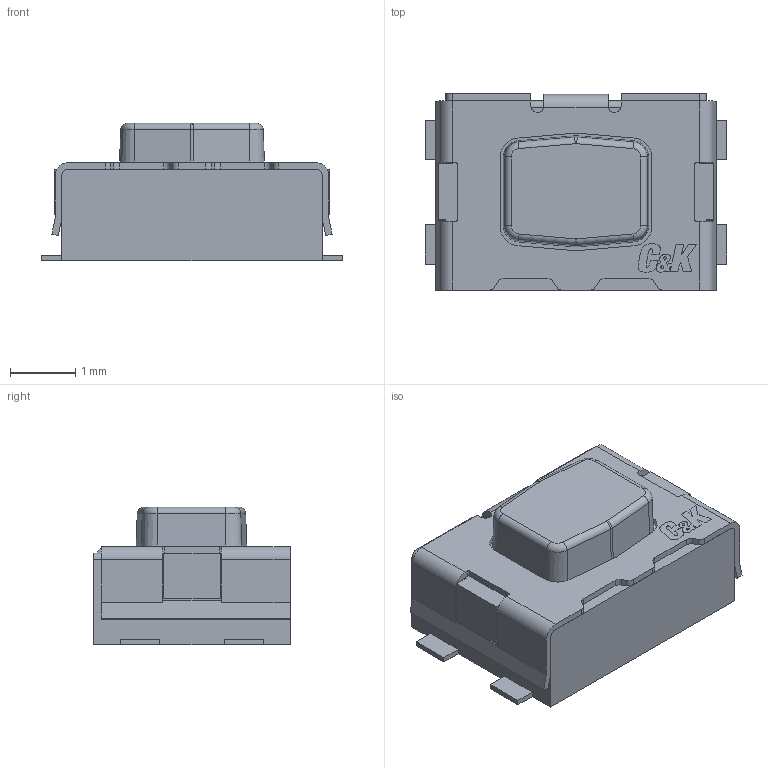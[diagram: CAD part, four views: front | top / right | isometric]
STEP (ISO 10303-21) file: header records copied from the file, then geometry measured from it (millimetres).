
FILE_DESCRIPTION(/* description */ ('STEP AP214'),/* implementation_level */ '2;1');
FILE_NAME(/* name */ 'CK-KMR2_as.stp',/* time_stamp */ '2019-11-27T11:57:44+02:00',/* author */ ('Lord_voldmort'),/* organization */ (''),/* preprocessor_version */ 'ST-DEVELOPER v17.2',/* originating_system */ 'Autodesk Inventor 2019',/* authorisation */ '');
FILE_SCHEMA (('AUTOMOTIVE_DESIGN { 1 0 10303 214 3 1 1 }'));
Length unit declared in the file: millimetre
Products named in the file (6): CK-KMR2; Button; Boitier; Tole; Pads; C&K
Assembly tree (5 placements, depth 2):
  CK-KMR2
    Button
    Boitier
    Tole
    Pads
    C&K
Bounding box: 4.6 x 3 x 2.1 mm (x, y, z)
Volume: 20.3 mm3; surface area: 87.1 mm2
Topology: 9 solids, 9 shells, 248 faces, 690 edges, 456 vertices
Faces by surface type: plane 128, bspline 67, cylinder 41, cone 6, torus 6
Entity records: 8621 total; most frequent: CARTESIAN_POINT 2238, ORIENTED_EDGE 1380, DIRECTION 1070, EDGE_CURVE 690, VERTEX_POINT 456, LINE 454, VECTOR 454, AXIS2_PLACEMENT_3D 308
